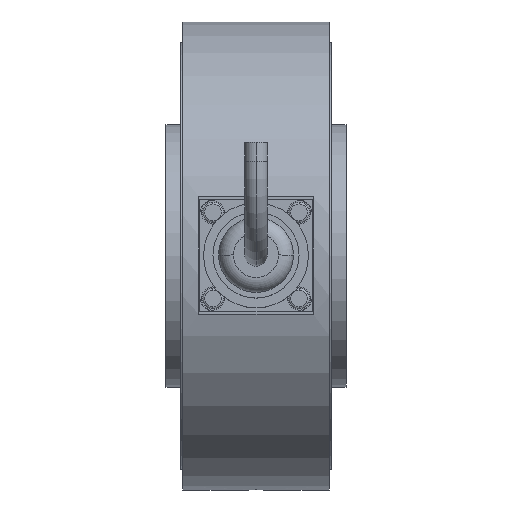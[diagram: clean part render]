
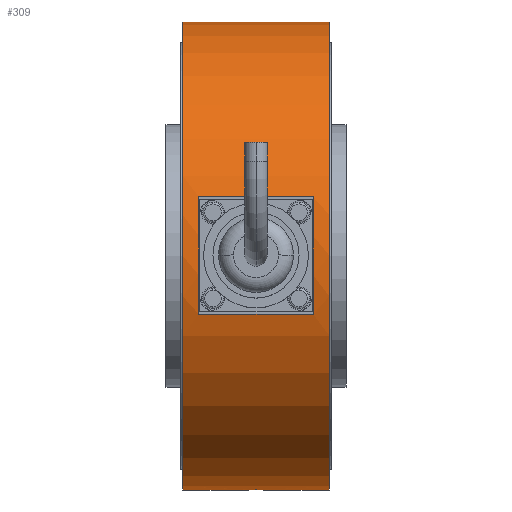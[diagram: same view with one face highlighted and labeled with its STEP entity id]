
A CAD part, top view. The second image highlights one B-rep face of the part: STEP entity #309.
In plain terms, the highlighted cylindrical face has radius 62.5 mm (diameter 125 mm), a partial arc.
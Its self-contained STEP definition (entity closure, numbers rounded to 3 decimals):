
#178=CARTESIAN_POINT('',(0.0,0.0,0.0));
#179=DIRECTION('',(0.0,0.0,-1.0));
#180=DIRECTION('',(1.0,0.0,0.0));
#181=AXIS2_PLACEMENT_3D('',#178,#179,#180);
#182=CYLINDRICAL_SURFACE('',#181,62.5);
#183=CARTESIAN_POINT('',(62.5,0.0,-19.6));
#184=VERTEX_POINT('',#183);
#185=CARTESIAN_POINT('',(62.5,0.0,-2.0));
#186=VERTEX_POINT('',#185);
#187=CARTESIAN_POINT('',(62.5,0.0,-19.6));
#188=DIRECTION('',(0.0,0.0,1.0));
#189=VECTOR('',#188,17.6);
#190=LINE('',#187,#189);
#191=EDGE_CURVE('',#184,#186,#190,.T.);
#192=ORIENTED_EDGE('',*,*,#191,.F.);
#193=CARTESIAN_POINT('',(-62.5,0.,-19.6));
#194=VERTEX_POINT('',#193);
#195=CARTESIAN_POINT('',(0.0,0.0,-19.6));
#196=DIRECTION('',(0.0,0.0,1.0));
#197=DIRECTION('',(1.0,0.0,0.0));
#198=AXIS2_PLACEMENT_3D('',#195,#196,#197);
#199=CIRCLE('',#198,62.5);
#200=EDGE_CURVE('',#184,#194,#199,.T.);
#201=ORIENTED_EDGE('',*,*,#200,.T.);
#202=CARTESIAN_POINT('',(-62.5,0.,19.6));
#203=VERTEX_POINT('',#202);
#204=CARTESIAN_POINT('',(-62.5,0.,-19.6));
#205=DIRECTION('',(0.0,0.0,1.0));
#206=VECTOR('',#205,39.2);
#207=LINE('',#204,#206);
#208=EDGE_CURVE('',#194,#203,#207,.T.);
#209=ORIENTED_EDGE('',*,*,#208,.T.);
#210=CARTESIAN_POINT('',(62.5,0.0,19.6));
#211=VERTEX_POINT('',#210);
#212=CARTESIAN_POINT('',(0.0,0.0,19.6));
#213=DIRECTION('',(0.0,0.0,-1.0));
#214=DIRECTION('',(1.0,0.0,0.0));
#215=AXIS2_PLACEMENT_3D('',#212,#213,#214);
#216=CIRCLE('',#215,62.5);
#217=EDGE_CURVE('',#203,#211,#216,.T.);
#218=ORIENTED_EDGE('',*,*,#217,.T.);
#219=CARTESIAN_POINT('',(62.5,0.0,2.0));
#220=VERTEX_POINT('',#219);
#221=CARTESIAN_POINT('',(62.5,0.0,2.0));
#222=DIRECTION('',(0.0,0.0,1.0));
#223=VECTOR('',#222,17.6);
#224=LINE('',#221,#223);
#225=EDGE_CURVE('',#220,#211,#224,.T.);
#226=ORIENTED_EDGE('',*,*,#225,.F.);
#227=CARTESIAN_POINT('',(62.47,1.947,0.0));
#228=VERTEX_POINT('',#227);
#229=CARTESIAN_POINT('',(62.5,0.0,2.0));
#230=CARTESIAN_POINT('',(62.5,0.124,2.0));
#231=CARTESIAN_POINT('',(62.5,0.253,1.988));
#232=CARTESIAN_POINT('',(62.498,0.507,1.935));
#233=CARTESIAN_POINT('',(62.497,0.634,1.896));
#234=CARTESIAN_POINT('',(62.494,0.876,1.791));
#235=CARTESIAN_POINT('',(62.492,0.991,1.726));
#236=CARTESIAN_POINT('',(62.488,1.205,1.577));
#237=CARTESIAN_POINT('',(62.486,1.302,1.492));
#238=CARTESIAN_POINT('',(62.483,1.473,1.313));
#239=CARTESIAN_POINT('',(62.481,1.553,1.213));
#240=CARTESIAN_POINT('',(62.477,1.694,0.995));
#241=CARTESIAN_POINT('',(62.475,1.754,0.878));
#242=CARTESIAN_POINT('',(62.473,1.852,0.634));
#243=CARTESIAN_POINT('',(62.471,1.888,0.506));
#244=CARTESIAN_POINT('',(62.47,1.936,0.251));
#245=CARTESIAN_POINT('',(62.47,1.947,0.124));
#246=CARTESIAN_POINT('',(62.47,1.947,0.0));
#247=B_SPLINE_CURVE_WITH_KNOTS('',3,(#229,#230,#231,#232,#233,#234,#235,#236,#237,#238,#239,#240,#241,#242,#243,#244,#245,#246),.UNSPECIFIED.,.F.,.U.,(4,2,2,2,2,2,2,2,4),(8.923,9.295,9.668,10.041,10.414,10.785,11.155,11.526,11.897),.UNSPECIFIED.);
#248=EDGE_CURVE('',#220,#228,#247,.T.);
#249=ORIENTED_EDGE('',*,*,#248,.T.);
#250=CARTESIAN_POINT('',(62.47,1.947,0.0));
#251=CARTESIAN_POINT('',(62.47,1.947,-0.124));
#252=CARTESIAN_POINT('',(62.47,1.936,-0.251));
#253=CARTESIAN_POINT('',(62.471,1.888,-0.506));
#254=CARTESIAN_POINT('',(62.473,1.852,-0.634));
#255=CARTESIAN_POINT('',(62.475,1.754,-0.878));
#256=CARTESIAN_POINT('',(62.477,1.694,-0.995));
#257=CARTESIAN_POINT('',(62.481,1.553,-1.213));
#258=CARTESIAN_POINT('',(62.483,1.473,-1.313));
#259=CARTESIAN_POINT('',(62.486,1.302,-1.492));
#260=CARTESIAN_POINT('',(62.488,1.205,-1.577));
#261=CARTESIAN_POINT('',(62.492,0.991,-1.726));
#262=CARTESIAN_POINT('',(62.494,0.876,-1.791));
#263=CARTESIAN_POINT('',(62.497,0.634,-1.896));
#264=CARTESIAN_POINT('',(62.498,0.507,-1.935));
#265=CARTESIAN_POINT('',(62.5,0.253,-1.988));
#266=CARTESIAN_POINT('',(62.5,0.124,-2.0));
#267=CARTESIAN_POINT('',(62.5,0.0,-2.0));
#268=B_SPLINE_CURVE_WITH_KNOTS('',3,(#250,#251,#252,#253,#254,#255,#256,#257,#258,#259,#260,#261,#262,#263,#264,#265,#266,#267),.UNSPECIFIED.,.F.,.U.,(4,2,2,2,2,2,2,2,4),(11.897,12.267,12.638,13.009,13.379,13.752,14.125,14.498,14.871),.UNSPECIFIED.);
#269=EDGE_CURVE('',#228,#186,#268,.T.);
#270=ORIENTED_EDGE('',*,*,#269,.T.);
#271=EDGE_LOOP('',(#192,#201,#209,#218,#226,#249,#270));
#272=FACE_OUTER_BOUND('',#271,.T.);
#273=CARTESIAN_POINT('',(-15.684,60.5,15.25));
#274=VERTEX_POINT('',#273);
#275=CARTESIAN_POINT('',(-15.684,60.5,-15.25));
#276=VERTEX_POINT('',#275);
#277=CARTESIAN_POINT('',(-15.684,60.5,15.25));
#278=DIRECTION('',(0.0,0.0,-1.0));
#279=VECTOR('',#278,30.5);
#280=LINE('',#277,#279);
#281=EDGE_CURVE('',#274,#276,#280,.T.);
#282=ORIENTED_EDGE('',*,*,#281,.T.);
#283=CARTESIAN_POINT('',(15.684,60.5,-15.25));
#284=VERTEX_POINT('',#283);
#285=CARTESIAN_POINT('',(0.0,0.0,-15.25));
#286=DIRECTION('',(0.0,0.0,-1.0));
#287=DIRECTION('',(1.0,0.0,0.0));
#288=AXIS2_PLACEMENT_3D('',#285,#286,#287);
#289=CIRCLE('',#288,62.5);
#290=EDGE_CURVE('',#276,#284,#289,.T.);
#291=ORIENTED_EDGE('',*,*,#290,.T.);
#292=CARTESIAN_POINT('',(15.684,60.5,15.25));
#293=VERTEX_POINT('',#292);
#294=CARTESIAN_POINT('',(15.684,60.5,-15.25));
#295=DIRECTION('',(0.0,0.0,1.0));
#296=VECTOR('',#295,30.5);
#297=LINE('',#294,#296);
#298=EDGE_CURVE('',#284,#293,#297,.T.);
#299=ORIENTED_EDGE('',*,*,#298,.T.);
#300=CARTESIAN_POINT('',(0.0,0.0,15.25));
#301=DIRECTION('',(0.0,0.0,1.0));
#302=DIRECTION('',(1.0,0.0,0.0));
#303=AXIS2_PLACEMENT_3D('',#300,#301,#302);
#304=CIRCLE('',#303,62.5);
#305=EDGE_CURVE('',#293,#274,#304,.T.);
#306=ORIENTED_EDGE('',*,*,#305,.T.);
#307=EDGE_LOOP('',(#282,#291,#299,#306));
#308=FACE_BOUND('',#307,.T.);
#309=ADVANCED_FACE('',(#272,#308),#182,.T.);
